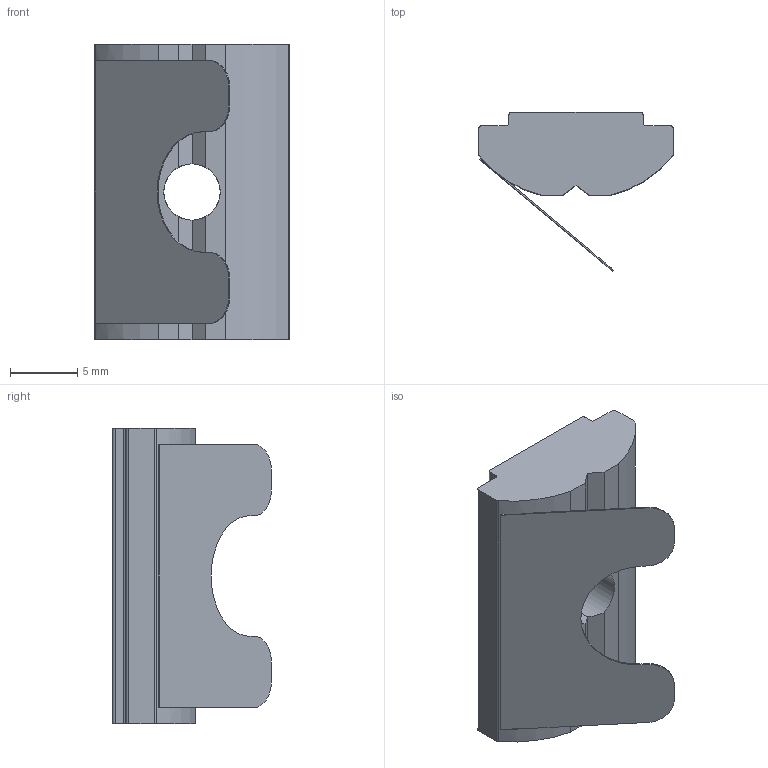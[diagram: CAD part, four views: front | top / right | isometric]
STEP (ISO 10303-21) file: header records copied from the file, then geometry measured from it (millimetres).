
FILE_DESCRIPTION (( 'STEP AP214' ), '1' );
FILE_NAME ('096125f.STEP', '2014-08-18T10:25:30', ( '' ), ( '' ), 'SwSTEP 2.0', 'SolidWorks 2014', '' );
FILE_SCHEMA (( 'AUTOMOTIVE_DESIGN' ));
Length unit declared in the file: millimetre
Products named in the file (1): 096125f
Bounding box: 14.5 x 11.86 x 22 mm (x, y, z)
Volume: 1562.2 mm3; surface area: 1332.2 mm2
Topology: 1 solids, 1 shells, 43 faces, 121 edges, 80 vertices
Faces by surface type: plane 25, cylinder 18
Entity records: 1457 total; most frequent: CARTESIAN_POINT 257, DIRECTION 243, ORIENTED_EDGE 242, EDGE_CURVE 121, AXIS2_PLACEMENT_3D 82, VERTEX_POINT 80, LINE 79, VECTOR 79
